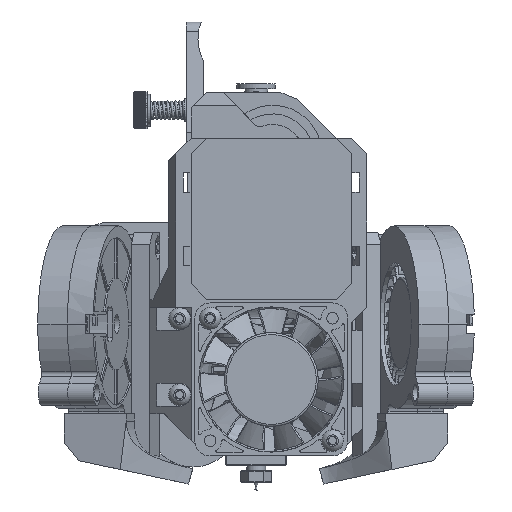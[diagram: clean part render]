
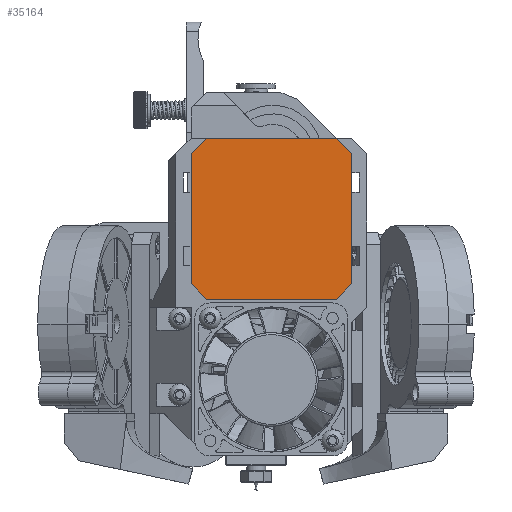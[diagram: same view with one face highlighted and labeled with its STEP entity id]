
A CAD part, front view. The second image highlights one B-rep face of the part: STEP entity #35164.
In plain terms, the highlighted planar face has unit normal (0, -1, 0).
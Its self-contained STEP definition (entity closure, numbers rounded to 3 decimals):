
#1747=PLANE('',#39678);
#3092=LINE('',#60346,#5612);
#3093=LINE('',#60349,#5613);
#3094=LINE('',#60351,#5614);
#3095=LINE('',#60353,#5615);
#3096=LINE('',#60355,#5616);
#3097=LINE('',#60357,#5617);
#3098=LINE('',#60359,#5618);
#3099=LINE('',#60361,#5619);
#5612=VECTOR('',#45173,1000.);
#5613=VECTOR('',#45174,1000.);
#5614=VECTOR('',#45175,1000.);
#5615=VECTOR('',#45176,1000.);
#5616=VECTOR('',#45177,1000.);
#5617=VECTOR('',#45178,1000.);
#5618=VECTOR('',#45179,1000.);
#5619=VECTOR('',#45180,1000.);
#12644=ORIENTED_EDGE('',*,*,#21999,.F.);
#12645=ORIENTED_EDGE('',*,*,#22000,.F.);
#12646=ORIENTED_EDGE('',*,*,#22001,.F.);
#12647=ORIENTED_EDGE('',*,*,#22002,.F.);
#12648=ORIENTED_EDGE('',*,*,#22003,.F.);
#12649=ORIENTED_EDGE('',*,*,#22004,.F.);
#12650=ORIENTED_EDGE('',*,*,#22005,.F.);
#12651=ORIENTED_EDGE('',*,*,#22006,.F.);
#21999=EDGE_CURVE('',#26877,#26878,#3092,.T.);
#22000=EDGE_CURVE('',#26879,#26877,#3093,.T.);
#22001=EDGE_CURVE('',#26880,#26879,#3094,.T.);
#22002=EDGE_CURVE('',#26881,#26880,#3095,.T.);
#22003=EDGE_CURVE('',#26882,#26881,#3096,.T.);
#22004=EDGE_CURVE('',#26883,#26882,#3097,.T.);
#22005=EDGE_CURVE('',#26884,#26883,#3098,.T.);
#22006=EDGE_CURVE('',#26878,#26884,#3099,.T.);
#26877=VERTEX_POINT('',#60347);
#26878=VERTEX_POINT('',#60348);
#26879=VERTEX_POINT('',#60350);
#26880=VERTEX_POINT('',#60352);
#26881=VERTEX_POINT('',#60354);
#26882=VERTEX_POINT('',#60356);
#26883=VERTEX_POINT('',#60358);
#26884=VERTEX_POINT('',#60360);
#30307=EDGE_LOOP('',(#12644,#12645,#12646,#12647,#12648,#12649,#12650,#12651));
#32665=FACE_BOUND('',#30307,.T.);
#35164=ADVANCED_FACE('',(#32665),#1747,.T.);
#39678=AXIS2_PLACEMENT_3D('',#60345,#45171,#45172);
#45171=DIRECTION('',(0.,-1.,0.));
#45172=DIRECTION('',(0.,0.,-1.));
#45173=DIRECTION('',(0.,0.,-1.));
#45174=DIRECTION('',(0.707,0.,-0.707));
#45175=DIRECTION('',(1.,0.,0.));
#45176=DIRECTION('',(0.707,0.,0.707));
#45177=DIRECTION('',(0.,0.,1.));
#45178=DIRECTION('',(-0.707,0.,0.707));
#45179=DIRECTION('',(-1.,0.,0.));
#45180=DIRECTION('',(-0.707,0.,-0.707));
#60345=CARTESIAN_POINT('',(-21.001,-20.,21.001));
#60346=CARTESIAN_POINT('',(21.,-20.,0.));
#60347=CARTESIAN_POINT('',(21.,-20.,17.));
#60348=CARTESIAN_POINT('',(21.,-20.,-17.));
#60349=CARTESIAN_POINT('',(19.,-20.,19.));
#60350=CARTESIAN_POINT('',(17.,-20.,21.));
#60351=CARTESIAN_POINT('',(0.,-20.,21.));
#60352=CARTESIAN_POINT('',(-17.,-20.,21.));
#60353=CARTESIAN_POINT('',(-19.,-20.,19.));
#60354=CARTESIAN_POINT('',(-21.,-20.,17.));
#60355=CARTESIAN_POINT('',(-21.,-20.,0.));
#60356=CARTESIAN_POINT('',(-21.,-20.,-17.));
#60357=CARTESIAN_POINT('',(-19.,-20.,-19.));
#60358=CARTESIAN_POINT('',(-17.,-20.,-21.));
#60359=CARTESIAN_POINT('',(0.,-20.,-21.));
#60360=CARTESIAN_POINT('',(17.,-20.,-21.));
#60361=CARTESIAN_POINT('',(19.,-20.,-19.));
